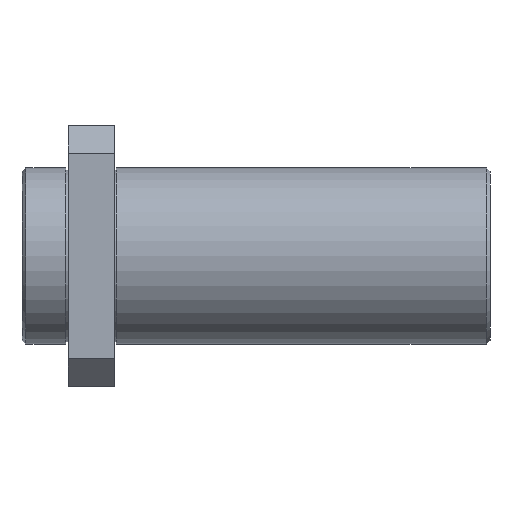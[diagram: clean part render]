
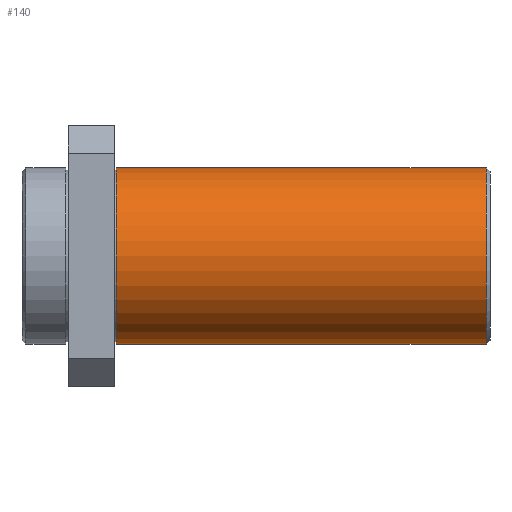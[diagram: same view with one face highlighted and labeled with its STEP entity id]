
A CAD part, front view. The second image highlights one B-rep face of the part: STEP entity #140.
In plain terms, the highlighted cylindrical face has radius 11.5 mm (diameter 23 mm), a partial arc.
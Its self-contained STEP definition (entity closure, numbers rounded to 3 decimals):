
#10 = LINE ( 'NONE', #1160, #13 ) ;
#13 = VECTOR ( 'NONE', #234, 1000. ) ;
#27 = VECTOR ( 'NONE', #717, 1000. ) ;
#38 = LINE ( 'NONE', #230, #27 ) ;
#83 = AXIS2_PLACEMENT_3D ( 'NONE', #1102, #1082, #1068 ) ;
#140 = ADVANCED_FACE ( 'NONE', ( #898 ), #920, .T. ) ;
#201 = EDGE_CURVE ( 'NONE', #773, #763, #10, .T. ) ;
#203 = EDGE_CURVE ( 'NONE', #775, #761, #38, .T. ) ;
#230 = CARTESIAN_POINT ( 'NONE',  ( -6., 0., -11.5 ) ) ;
#234 = DIRECTION ( 'NONE',  ( 1., 0., 0. ) ) ;
#237 = ORIENTED_EDGE ( 'NONE', *, *, #695, .F. ) ;
#321 = ORIENTED_EDGE ( 'NONE', *, *, #690, .T. ) ;
#335 = ORIENTED_EDGE ( 'NONE', *, *, #201, .F. ) ;
#374 = ORIENTED_EDGE ( 'NONE', *, *, #203, .T. ) ;
#412 = CIRCLE ( 'NONE', #1603, 11.5 ) ;
#417 = CIRCLE ( 'NONE', #1608, 11.5 ) ;
#569 = EDGE_LOOP ( 'NONE', ( #335, #237, #374, #321 ) ) ;
#690 = EDGE_CURVE ( 'NONE', #761, #763, #412, .T. ) ;
#695 = EDGE_CURVE ( 'NONE', #775, #773, #417, .T. ) ;
#717 = DIRECTION ( 'NONE',  ( 1., 0., 0. ) ) ;
#761 = VERTEX_POINT ( 'NONE', #1490 ) ;
#763 = VERTEX_POINT ( 'NONE', #1492 ) ;
#773 = VERTEX_POINT ( 'NONE', #1502 ) ;
#775 = VERTEX_POINT ( 'NONE', #1504 ) ;
#898 = FACE_OUTER_BOUND ( 'NONE', #569, .T. ) ;
#920 = CYLINDRICAL_SURFACE ( 'NONE', #83, 11.5 ) ;
#1068 = DIRECTION ( 'NONE',  ( 0., 0., -1. ) ) ;
#1082 = DIRECTION ( 'NONE',  ( 1., 0., 0. ) ) ;
#1102 = CARTESIAN_POINT ( 'NONE',  ( -6., 0., 0. ) ) ;
#1160 = CARTESIAN_POINT ( 'NONE',  ( -6., 0., 11.5 ) ) ;
#1394 = CARTESIAN_POINT ( 'NONE',  ( 54.5, 0., 0. ) ) ;
#1401 = DIRECTION ( 'NONE',  ( -1., 0., 0. ) ) ;
#1402 = DIRECTION ( 'NONE',  ( 0., 0., -1. ) ) ;
#1409 = CARTESIAN_POINT ( 'NONE',  ( 6.3, 0., 0. ) ) ;
#1416 = DIRECTION ( 'NONE',  ( -1., 0., 0. ) ) ;
#1417 = DIRECTION ( 'NONE',  ( 0., 0., 1. ) ) ;
#1490 = CARTESIAN_POINT ( 'NONE',  ( 54.5, 0., -11.5 ) ) ;
#1492 = CARTESIAN_POINT ( 'NONE',  ( 54.5, 0., 11.5 ) ) ;
#1502 = CARTESIAN_POINT ( 'NONE',  ( 6.3, 0., 11.5 ) ) ;
#1504 = CARTESIAN_POINT ( 'NONE',  ( 6.3, 0., -11.5 ) ) ;
#1603 = AXIS2_PLACEMENT_3D ( 'NONE', #1394, #1401, #1402 ) ;
#1608 = AXIS2_PLACEMENT_3D ( 'NONE', #1409, #1416, #1417 ) ;
